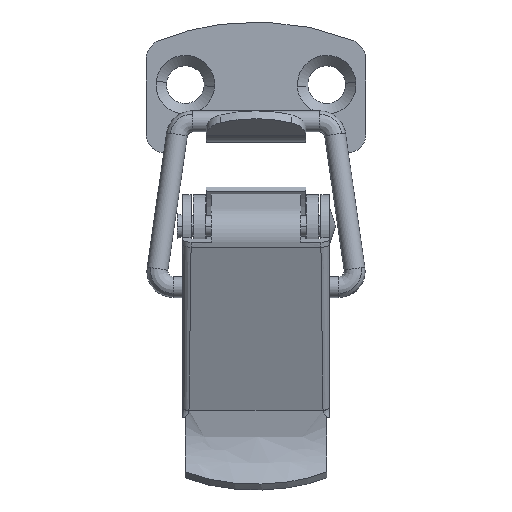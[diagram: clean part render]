
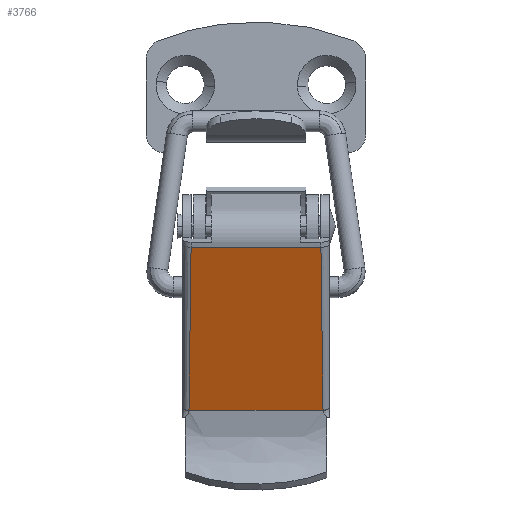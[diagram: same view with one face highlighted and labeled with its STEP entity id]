
A CAD part, front view. The second image highlights one B-rep face of the part: STEP entity #3766.
In plain terms, the highlighted free-form (B-spline) face has degree [1, 1] with [2, 2] control points.
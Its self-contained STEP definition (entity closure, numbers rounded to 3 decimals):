
#3198=CARTESIAN_POINT('',(0.032,6.4,-27.584));
#3199=VERTEX_POINT('',#3198);
#3256=CARTESIAN_POINT('',(-6.211,6.2,-12.029));
#3257=VERTEX_POINT('',#3256);
#3281=CARTESIAN_POINT('',(-6.211,6.2,-12.029));
#3282=CARTESIAN_POINT('',(-4.13,6.2,-17.214));
#3283=CARTESIAN_POINT('',(-2.049,6.4,-22.399));
#3284=CARTESIAN_POINT('',(0.032,6.4,-27.584));
#3285=QUASI_UNIFORM_CURVE('',3,(#3281,#3282,#3283,#3284),.UNSPECIFIED.,.F.,.U.);
#3286=EDGE_CURVE('',#3257,#3199,#3285,.T.);
#3396=CARTESIAN_POINT('',(0.032,-6.4,-27.584));
#3397=VERTEX_POINT('',#3396);
#3447=CARTESIAN_POINT('',(-6.211,-6.2,-12.029));
#3448=VERTEX_POINT('',#3447);
#3462=CARTESIAN_POINT('',(0.032,-6.4,-27.584));
#3463=CARTESIAN_POINT('',(-2.049,-6.4,-22.399));
#3464=CARTESIAN_POINT('',(-4.13,-6.2,-17.214));
#3465=CARTESIAN_POINT('',(-6.211,-6.2,-12.029));
#3466=QUASI_UNIFORM_CURVE('',3,(#3462,#3463,#3464,#3465),.UNSPECIFIED.,.F.,.U.);
#3467=EDGE_CURVE('',#3397,#3448,#3466,.T.);
#3747=CARTESIAN_POINT('',(-6.523,-7.039,-11.252));
#3748=CARTESIAN_POINT('',(0.344,-7.039,-28.361));
#3749=CARTESIAN_POINT('',(-6.523,7.039,-11.252));
#3750=CARTESIAN_POINT('',(0.344,7.039,-28.361));
#3751=B_SPLINE_SURFACE_WITH_KNOTS('',1,1,((#3747,#3749),(#3748,#3750)),.UNSPECIFIED.,.F.,.F.,.U.,(2,2),(2,2),(0.0,18.436),(0.0,14.079),.UNSPECIFIED.);
#3752=CARTESIAN_POINT('',(-6.211,-6.2,-12.029));
#3753=CARTESIAN_POINT('',(-6.211,6.2,-12.029));
#3754=QUASI_UNIFORM_CURVE('',1,(#3752,#3753),.UNSPECIFIED.,.F.,.U.);
#3755=EDGE_CURVE('',#3448,#3257,#3754,.T.);
#3756=ORIENTED_EDGE('',*,*,#3755,.T.);
#3757=ORIENTED_EDGE('',*,*,#3286,.T.);
#3758=CARTESIAN_POINT('',(0.032,-6.4,-27.584));
#3759=CARTESIAN_POINT('',(0.032,6.4,-27.584));
#3760=QUASI_UNIFORM_CURVE('',1,(#3758,#3759),.UNSPECIFIED.,.F.,.U.);
#3761=EDGE_CURVE('',#3397,#3199,#3760,.T.);
#3762=ORIENTED_EDGE('',*,*,#3761,.F.);
#3763=ORIENTED_EDGE('',*,*,#3467,.T.);
#3764=EDGE_LOOP('',(#3756,#3757,#3762,#3763));
#3765=FACE_OUTER_BOUND('',#3764,.T.);
#3766=ADVANCED_FACE('',(#3765),#3751,.F.);
